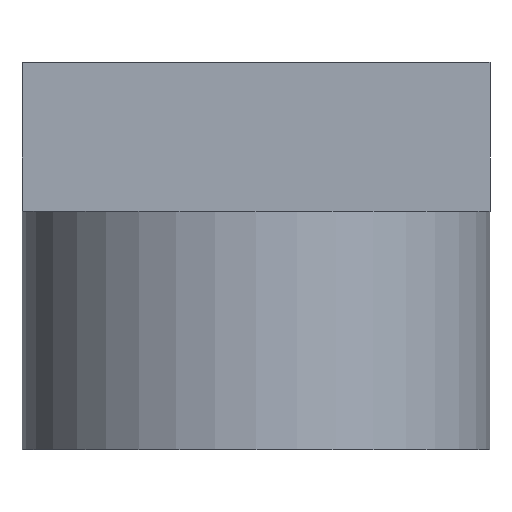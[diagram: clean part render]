
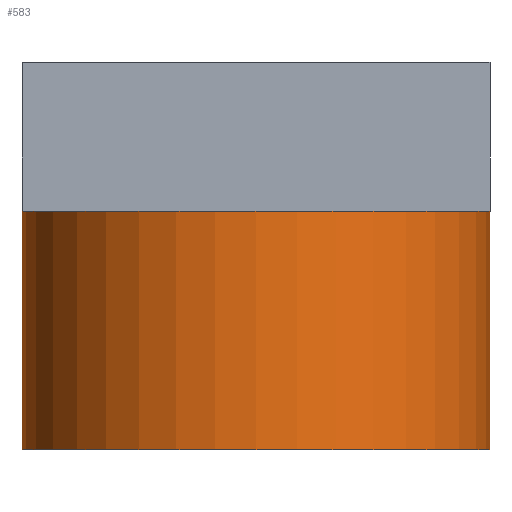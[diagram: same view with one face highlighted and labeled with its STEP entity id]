
A CAD part, left-side view. The second image highlights one B-rep face of the part: STEP entity #583.
In plain terms, the highlighted cylindrical face has radius 11 mm (diameter 22 mm), a partial arc.
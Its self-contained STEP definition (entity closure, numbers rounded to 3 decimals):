
#55=FACE_OUTER_BOUND('',#88,.T.);
#88=EDGE_LOOP('',(#515,#516,#517,#518));
#97=CIRCLE('',#624,11.);
#101=CIRCLE('',#635,11.);
#174=LINE('',#1584,#207);
#177=LINE('',#2357,#210);
#207=VECTOR('',#720,10.);
#210=VECTOR('',#739,10.);
#261=VERTEX_POINT('',#1384);
#262=VERTEX_POINT('',#1385);
#265=VERTEX_POINT('',#1582);
#269=VERTEX_POINT('',#2356);
#333=EDGE_CURVE('',#261,#262,#97,.T.);
#341=EDGE_CURVE('',#265,#262,#174,.T.);
#353=EDGE_CURVE('',#269,#261,#177,.T.);
#356=EDGE_CURVE('',#265,#269,#101,.T.);
#515=ORIENTED_EDGE('',*,*,#333,.T.);
#516=ORIENTED_EDGE('',*,*,#341,.F.);
#517=ORIENTED_EDGE('',*,*,#356,.T.);
#518=ORIENTED_EDGE('',*,*,#353,.T.);
#553=CYLINDRICAL_SURFACE('',#634,11.);
#583=ADVANCED_FACE('',(#55),#553,.T.);
#624=AXIS2_PLACEMENT_3D('',#1386,#711,#712);
#634=AXIS2_PLACEMENT_3D('',#2361,#742,#743);
#635=AXIS2_PLACEMENT_3D('',#2362,#744,#745);
#711=DIRECTION('center_axis',(0.,0.,-1.));
#712=DIRECTION('ref_axis',(0.,1.,0.));
#720=DIRECTION('',(0.,0.,1.));
#739=DIRECTION('',(0.,0.,1.));
#742=DIRECTION('center_axis',(0.,0.,1.));
#743=DIRECTION('ref_axis',(0.,1.,0.));
#744=DIRECTION('center_axis',(0.,0.,1.));
#745=DIRECTION('ref_axis',(0.,1.,0.));
#1384=CARTESIAN_POINT('',(-25.,-11.,11.2));
#1385=CARTESIAN_POINT('',(-25.,11.,11.2));
#1386=CARTESIAN_POINT('Origin',(-25.,0.,11.2));
#1582=CARTESIAN_POINT('',(-25.,11.,0.));
#1584=CARTESIAN_POINT('',(-25.,11.,0.));
#2356=CARTESIAN_POINT('',(-25.,-11.,0.));
#2357=CARTESIAN_POINT('',(-25.,-11.,0.));
#2361=CARTESIAN_POINT('Origin',(-25.,0.,0.));
#2362=CARTESIAN_POINT('Origin',(-25.,0.,0.));
